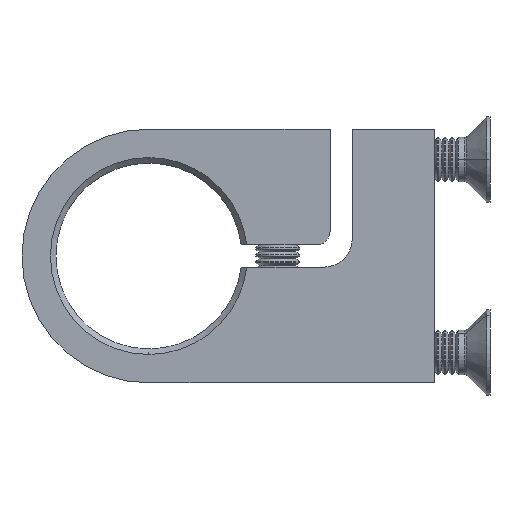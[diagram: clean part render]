
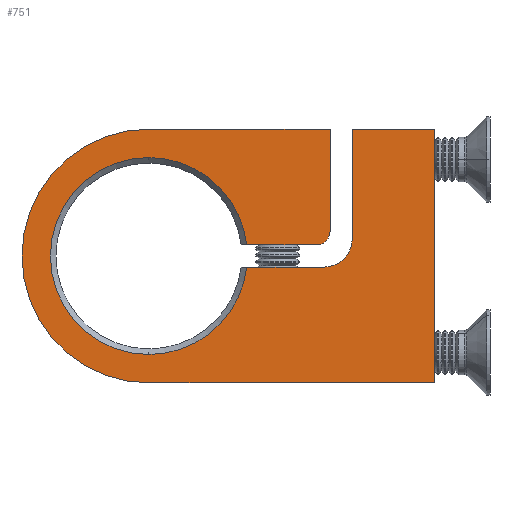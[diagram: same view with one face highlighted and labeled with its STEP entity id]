
A CAD part, left-side view. The second image highlights one B-rep face of the part: STEP entity #751.
In plain terms, the highlighted planar face has unit normal (-1, 0, 0).
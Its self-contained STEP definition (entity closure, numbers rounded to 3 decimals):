
#260 = CARTESIAN_POINT ( 'NONE',  ( -8., 15., 3. ) ) ;
#751 = ADVANCED_FACE ( 'NONE', ( #17066 ), #8123, .F. ) ;
#1224 = CIRCLE ( 'NONE', #13499, 17.85 ) ;
#1435 = VERTEX_POINT ( 'NONE', #13120 ) ;
#1595 = ORIENTED_EDGE ( 'NONE', *, *, #2411, .T. ) ;
#1672 = DIRECTION ( 'NONE',  ( 1., 0., 0. ) ) ;
#1690 = VECTOR ( 'NONE', #19913, 1000. ) ;
#1924 = DIRECTION ( 'NONE',  ( 0., -1., 0. ) ) ;
#2074 = VERTEX_POINT ( 'NONE', #19733 ) ;
#2207 = CARTESIAN_POINT ( 'NONE',  ( -8., 34.112, -2. ) ) ;
#2251 = ORIENTED_EDGE ( 'NONE', *, *, #11217, .T. ) ;
#2345 = DIRECTION ( 'NONE',  ( 1., 0., 0. ) ) ;
#2357 = DIRECTION ( 'NONE',  ( 0., 0., -1. ) ) ;
#2411 = EDGE_CURVE ( 'NONE', #5117, #9610, #16503, .T. ) ;
#2510 = CARTESIAN_POINT ( 'NONE',  ( -8., 15., 23. ) ) ;
#2670 = EDGE_CURVE ( 'NONE', #18161, #6817, #8669, .T. ) ;
#2714 = ORIENTED_EDGE ( 'NONE', *, *, #18404, .T. ) ;
#2730 = DIRECTION ( 'NONE',  ( 1., 0., 0. ) ) ;
#3263 = VERTEX_POINT ( 'NONE', #19925 ) ;
#3292 = EDGE_CURVE ( 'NONE', #9610, #1435, #11875, .T. ) ;
#3350 = AXIS2_PLACEMENT_3D ( 'NONE', #5801, #10959, #9088 ) ;
#3585 = VERTEX_POINT ( 'NONE', #2207 ) ;
#3704 = CARTESIAN_POINT ( 'NONE',  ( -8., 21.5, 2. ) ) ;
#3749 = DIRECTION ( 'NONE',  ( 0., 1., 0. ) ) ;
#3982 = VECTOR ( 'NONE', #1924, 1000. ) ;
#4080 = CARTESIAN_POINT ( 'NONE',  ( -8., 0., 23. ) ) ;
#4103 = VERTEX_POINT ( 'NONE', #11980 ) ;
#4200 = LINE ( 'NONE', #15943, #17328 ) ;
#4774 = DIRECTION ( 'NONE',  ( 1., 0., 0. ) ) ;
#4921 = VERTEX_POINT ( 'NONE', #11665 ) ;
#5088 = EDGE_CURVE ( 'NONE', #16814, #2074, #9687, .T. ) ;
#5117 = VERTEX_POINT ( 'NONE', #5591 ) ;
#5377 = CARTESIAN_POINT ( 'NONE',  ( -8., 51.85, -17.85 ) ) ;
#5393 = AXIS2_PLACEMENT_3D ( 'NONE', #16972, #18690, #8404 ) ;
#5591 = CARTESIAN_POINT ( 'NONE',  ( -8., 34.112, 2. ) ) ;
#5666 = CARTESIAN_POINT ( 'NONE',  ( -8., 51.85, -23. ) ) ;
#5801 = CARTESIAN_POINT ( 'NONE',  ( -8., 51.85, 0. ) ) ;
#5834 = ORIENTED_EDGE ( 'NONE', *, *, #13678, .T. ) ;
#5878 = CARTESIAN_POINT ( 'NONE',  ( -8., 35.119, 2. ) ) ;
#6193 = ORIENTED_EDGE ( 'NONE', *, *, #5088, .F. ) ;
#6474 = ORIENTED_EDGE ( 'NONE', *, *, #19859, .F. ) ;
#6817 = VERTEX_POINT ( 'NONE', #17048 ) ;
#7074 = EDGE_LOOP ( 'NONE', ( #12821, #2251, #5834, #14762, #1595, #20351, #2714, #12785, #6193, #9127, #6474, #13187, #20480, #20011 ) ) ;
#7233 = EDGE_CURVE ( 'NONE', #2074, #7379, #15535, .T. ) ;
#7379 = VERTEX_POINT ( 'NONE', #20908 ) ;
#7685 = CARTESIAN_POINT ( 'NONE',  ( -8., 51.85, 0. ) ) ;
#7819 = AXIS2_PLACEMENT_3D ( 'NONE', #17205, #1672, #18780 ) ;
#7895 = CIRCLE ( 'NONE', #3350, 17.85 ) ;
#7960 = VECTOR ( 'NONE', #18265, 1000. ) ;
#8123 = PLANE ( 'NONE',  #20632 ) ;
#8200 = DIRECTION ( 'NONE',  ( 0., 0., -1. ) ) ;
#8404 = DIRECTION ( 'NONE',  ( 0., 0., 1. ) ) ;
#8418 = CARTESIAN_POINT ( 'NONE',  ( -8., 51.85, 0. ) ) ;
#8669 = LINE ( 'NONE', #9440, #1690 ) ;
#9088 = DIRECTION ( 'NONE',  ( 0., 0., -1. ) ) ;
#9127 = ORIENTED_EDGE ( 'NONE', *, *, #11668, .F. ) ;
#9387 = DIRECTION ( 'NONE',  ( 0., 1., 0. ) ) ;
#9440 = CARTESIAN_POINT ( 'NONE',  ( -8., 51.85, 23. ) ) ;
#9610 = VERTEX_POINT ( 'NONE', #3704 ) ;
#9661 = CARTESIAN_POINT ( 'NONE',  ( -8., 19., 4.5 ) ) ;
#9687 = CIRCLE ( 'NONE', #19644, 23. ) ;
#10320 = EDGE_CURVE ( 'NONE', #18161, #17794, #12797, .T. ) ;
#10817 = DIRECTION ( 'NONE',  ( 0., 0., -1. ) ) ;
#10959 = DIRECTION ( 'NONE',  ( 1., 0., 0. ) ) ;
#11140 = VECTOR ( 'NONE', #9387, 1000. ) ;
#11144 = VERTEX_POINT ( 'NONE', #5377 ) ;
#11217 = EDGE_CURVE ( 'NONE', #3585, #11144, #1224, .T. ) ;
#11665 = CARTESIAN_POINT ( 'NONE',  ( -8., 20., -2. ) ) ;
#11668 = EDGE_CURVE ( 'NONE', #3263, #16814, #14094, .T. ) ;
#11739 = DIRECTION ( 'NONE',  ( 0., 0., -1. ) ) ;
#11875 = CIRCLE ( 'NONE', #5393, 2.5 ) ;
#11980 = CARTESIAN_POINT ( 'NONE',  ( -8., 51.85, 17.85 ) ) ;
#11989 = LINE ( 'NONE', #9661, #7960 ) ;
#11991 = CARTESIAN_POINT ( 'NONE',  ( -8., 51.85, 23. ) ) ;
#12668 = CARTESIAN_POINT ( 'NONE',  ( -8., 0., -23. ) ) ;
#12785 = ORIENTED_EDGE ( 'NONE', *, *, #7233, .F. ) ;
#12797 = LINE ( 'NONE', #2510, #14691 ) ;
#12821 = ORIENTED_EDGE ( 'NONE', *, *, #19910, .T. ) ;
#13120 = CARTESIAN_POINT ( 'NONE',  ( -8., 19., 4.5 ) ) ;
#13187 = ORIENTED_EDGE ( 'NONE', *, *, #2670, .F. ) ;
#13499 = AXIS2_PLACEMENT_3D ( 'NONE', #7685, #2730, #14750 ) ;
#13678 = EDGE_CURVE ( 'NONE', #11144, #4103, #19933, .T. ) ;
#14094 = LINE ( 'NONE', #12668, #11140 ) ;
#14279 = DIRECTION ( 'NONE',  ( 0., 0., -1. ) ) ;
#14691 = VECTOR ( 'NONE', #2357, 1000. ) ;
#14750 = DIRECTION ( 'NONE',  ( 0., 0., -1. ) ) ;
#14762 = ORIENTED_EDGE ( 'NONE', *, *, #15964, .T. ) ;
#15358 = DIRECTION ( 'NONE',  ( 1., 0., 0. ) ) ;
#15535 = LINE ( 'NONE', #11991, #3982 ) ;
#15943 = CARTESIAN_POINT ( 'NONE',  ( -8., 20., -2. ) ) ;
#15964 = EDGE_CURVE ( 'NONE', #4103, #5117, #7895, .T. ) ;
#15985 = AXIS2_PLACEMENT_3D ( 'NONE', #16918, #15358, #11739 ) ;
#16503 = LINE ( 'NONE', #5878, #17276 ) ;
#16535 = LINE ( 'NONE', #4080, #18401 ) ;
#16585 = EDGE_CURVE ( 'NONE', #17794, #4921, #17004, .T. ) ;
#16814 = VERTEX_POINT ( 'NONE', #5666 ) ;
#16918 = CARTESIAN_POINT ( 'NONE',  ( -8., 51.85, 0. ) ) ;
#16972 = CARTESIAN_POINT ( 'NONE',  ( -8., 21.5, 4.5 ) ) ;
#17004 = CIRCLE ( 'NONE', #7819, 5. ) ;
#17048 = CARTESIAN_POINT ( 'NONE',  ( -8., 0., 23. ) ) ;
#17066 = FACE_OUTER_BOUND ( 'NONE', #7074, .T. ) ;
#17205 = CARTESIAN_POINT ( 'NONE',  ( -8., 20., 3. ) ) ;
#17276 = VECTOR ( 'NONE', #17863, 1000. ) ;
#17328 = VECTOR ( 'NONE', #3749, 1000. ) ;
#17651 = CARTESIAN_POINT ( 'NONE',  ( -8., 51.85, 0. ) ) ;
#17794 = VERTEX_POINT ( 'NONE', #260 ) ;
#17863 = DIRECTION ( 'NONE',  ( 0., -1., 0. ) ) ;
#18161 = VERTEX_POINT ( 'NONE', #18813 ) ;
#18265 = DIRECTION ( 'NONE',  ( 0., 0., 1. ) ) ;
#18401 = VECTOR ( 'NONE', #14279, 1000. ) ;
#18404 = EDGE_CURVE ( 'NONE', #1435, #7379, #11989, .T. ) ;
#18690 = DIRECTION ( 'NONE',  ( -1., 0., 0. ) ) ;
#18780 = DIRECTION ( 'NONE',  ( 0., 0., -1. ) ) ;
#18813 = CARTESIAN_POINT ( 'NONE',  ( -8., 15., 23. ) ) ;
#19644 = AXIS2_PLACEMENT_3D ( 'NONE', #17651, #2345, #10817 ) ;
#19733 = CARTESIAN_POINT ( 'NONE',  ( -8., 51.85, 23. ) ) ;
#19859 = EDGE_CURVE ( 'NONE', #6817, #3263, #16535, .T. ) ;
#19910 = EDGE_CURVE ( 'NONE', #4921, #3585, #4200, .T. ) ;
#19913 = DIRECTION ( 'NONE',  ( 0., -1., 0. ) ) ;
#19925 = CARTESIAN_POINT ( 'NONE',  ( -8., 0., -23. ) ) ;
#19933 = CIRCLE ( 'NONE', #15985, 17.85 ) ;
#20011 = ORIENTED_EDGE ( 'NONE', *, *, #16585, .T. ) ;
#20351 = ORIENTED_EDGE ( 'NONE', *, *, #3292, .T. ) ;
#20480 = ORIENTED_EDGE ( 'NONE', *, *, #10320, .T. ) ;
#20632 = AXIS2_PLACEMENT_3D ( 'NONE', #8418, #4774, #8200 ) ;
#20908 = CARTESIAN_POINT ( 'NONE',  ( -8., 19., 23. ) ) ;
